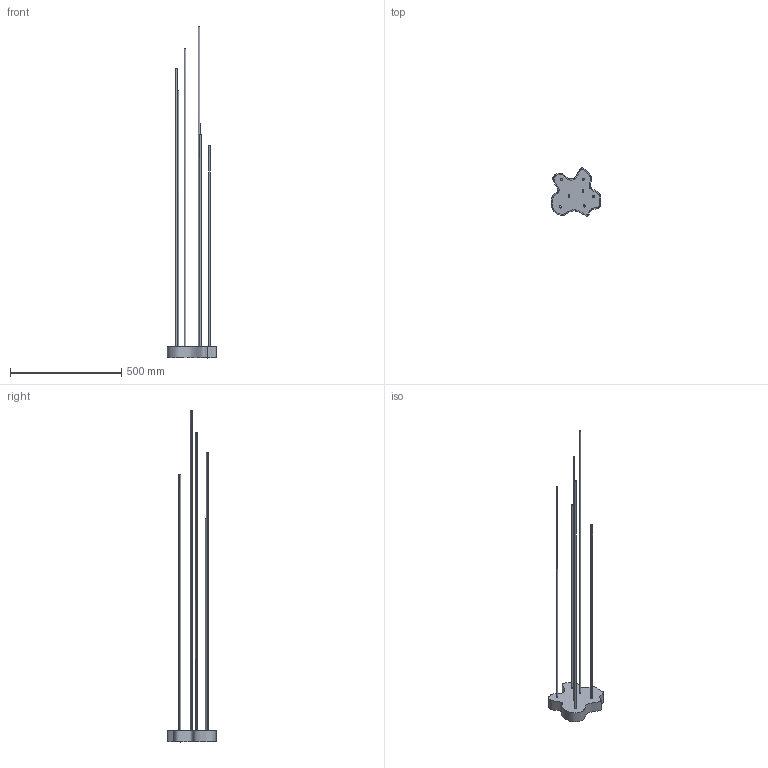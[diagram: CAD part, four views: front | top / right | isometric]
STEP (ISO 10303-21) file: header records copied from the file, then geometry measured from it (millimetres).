
FILE_DESCRIPTION(/* description */ (''),/* implementation_level */ '2;1');
FILE_NAME(/* name */ 'T087408',/* time_stamp */ '2014-03-26T08:53:36+01:00',/* author */ (''),/* organization */ (''),/* preprocessor_version */ 'ST-DEVELOPER v10',/* originating_system */ '',/* authorisation */ '');
FILE_SCHEMA (('AUTOMOTIVE_DESIGN'));
Length unit declared in the file: millimetre
Products named in the file (1): 1
Bounding box: 222.06 x 217.18 x 1495.4 mm (x, y, z)
Volume: 929439.1 mm3; surface area: 409895.8 mm2
Topology: 8 solids, 8 shells, 50 faces, 96 edges, 64 vertices
Faces by surface type: bspline 32, plane 18
Entity records: 5538 total; most frequent: CARTESIAN_POINT 4812, ORIENTED_EDGE 192, EDGE_CURVE 96, EDGE_LOOP 64, VERTEX_POINT 64, ADVANCED_FACE 50, FACE_OUTER_BOUND 50, B_SPLINE_CURVE_WITH_KNOTS 36
